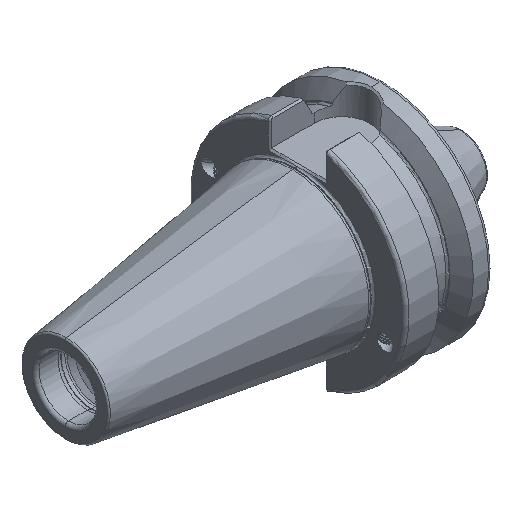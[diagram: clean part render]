
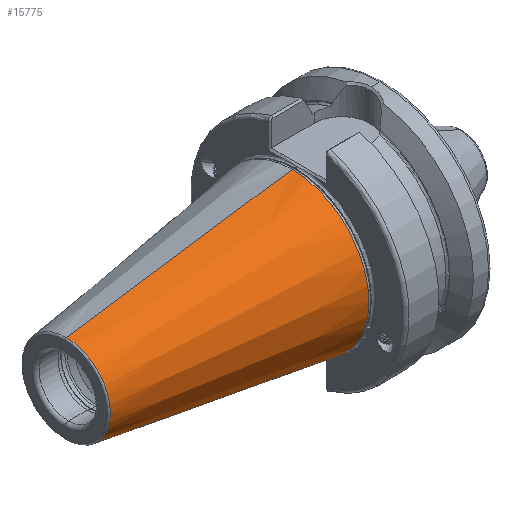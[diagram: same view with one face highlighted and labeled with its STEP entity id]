
A CAD part, isometric view. The second image highlights one B-rep face of the part: STEP entity #15775.
In plain terms, the highlighted conical face has half-angle 8.297 degrees and reference radius 22.298 mm.
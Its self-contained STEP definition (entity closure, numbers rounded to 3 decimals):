
#156 = CARTESIAN_POINT ( 'NONE',  ( -1.5, 0., 22.298 ) ) ;
#157 = CARTESIAN_POINT ( 'NONE',  ( -66.972, 0., -12.75 ) ) ;
#167 = CARTESIAN_POINT ( 'NONE',  ( -66.972, 0., 12.75 ) ) ;
#176 = CARTESIAN_POINT ( 'NONE',  ( -1.5, 0., -22.298 ) ) ;
#4007 = CIRCLE ( 'NONE', #5245, 12.75 ) ;
#4019 = CIRCLE ( 'NONE', #5264, 22.298 ) ;
#4347 = AXIS2_PLACEMENT_3D ( 'NONE', #20779, #20787, #20771 ) ;
#4580 = FACE_OUTER_BOUND ( 'NONE', #8434, .T. ) ;
#4608 = CONICAL_SURFACE ( 'NONE', #4347, 22.298, 0.145 ) ;
#4928 = LINE ( 'NONE', #29744, #4955 ) ;
#4955 = VECTOR ( 'NONE', #29839, 1000. ) ;
#5245 = AXIS2_PLACEMENT_3D ( 'NONE', #14062, #14047, #14058 ) ;
#5264 = AXIS2_PLACEMENT_3D ( 'NONE', #14136, #14142, #14162 ) ;
#6734 = VECTOR ( 'NONE', #23121, 1000. ) ;
#6773 = LINE ( 'NONE', #23118, #6734 ) ;
#6916 = ORIENTED_EDGE ( 'NONE', *, *, #7728, .T. ) ;
#6934 = ORIENTED_EDGE ( 'NONE', *, *, #20302, .F. ) ;
#6935 = ORIENTED_EDGE ( 'NONE', *, *, #9066, .F. ) ;
#6954 = ORIENTED_EDGE ( 'NONE', *, *, #9053, .T. ) ;
#7728 = EDGE_CURVE ( 'NONE', #24190, #24192, #6773, .T. ) ;
#8434 = EDGE_LOOP ( 'NONE', ( #6934, #6954, #6916, #6935 ) ) ;
#9053 = EDGE_CURVE ( 'NONE', #24182, #24190, #4007, .T. ) ;
#9066 = EDGE_CURVE ( 'NONE', #24177, #24192, #4019, .T. ) ;
#14047 = DIRECTION ( 'NONE',  ( 1., 0., 0. ) ) ;
#14058 = DIRECTION ( 'NONE',  ( 0., 0., -1. ) ) ;
#14062 = CARTESIAN_POINT ( 'NONE',  ( -66.972, 0., 0. ) ) ;
#14136 = CARTESIAN_POINT ( 'NONE',  ( -1.5, 0., 0. ) ) ;
#14142 = DIRECTION ( 'NONE',  ( 1., 0., 0. ) ) ;
#14162 = DIRECTION ( 'NONE',  ( 0., 0., -1. ) ) ;
#15775 = ADVANCED_FACE ( 'NONE', ( #4580 ), #4608, .T. ) ;
#20302 = EDGE_CURVE ( 'NONE', #24182, #24177, #4928, .T. ) ;
#20771 = DIRECTION ( 'NONE',  ( 0., 0., -1. ) ) ;
#20779 = CARTESIAN_POINT ( 'NONE',  ( -1.5, 0., 0. ) ) ;
#20787 = DIRECTION ( 'NONE',  ( 1., 0., 0. ) ) ;
#23118 = CARTESIAN_POINT ( 'NONE',  ( -1.5, 0., -22.298 ) ) ;
#23121 = DIRECTION ( 'NONE',  ( 0.99, 0., -0.144 ) ) ;
#24177 = VERTEX_POINT ( 'NONE', #156 ) ;
#24182 = VERTEX_POINT ( 'NONE', #167 ) ;
#24190 = VERTEX_POINT ( 'NONE', #157 ) ;
#24192 = VERTEX_POINT ( 'NONE', #176 ) ;
#29744 = CARTESIAN_POINT ( 'NONE',  ( -1.5, 0., 22.298 ) ) ;
#29839 = DIRECTION ( 'NONE',  ( 0.99, 0., 0.144 ) ) ;
